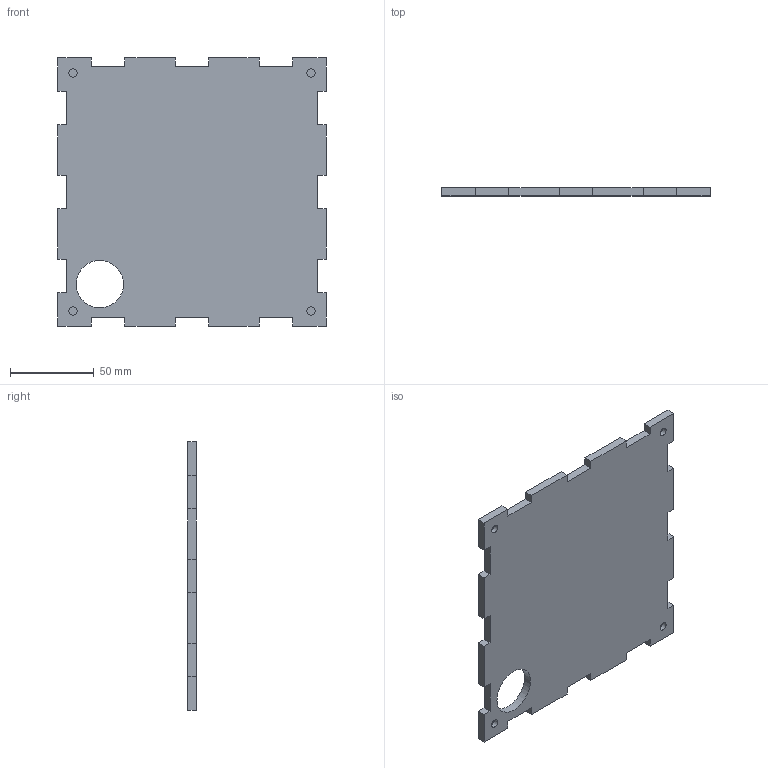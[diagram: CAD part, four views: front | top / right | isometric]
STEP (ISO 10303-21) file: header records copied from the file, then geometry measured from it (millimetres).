
FILE_DESCRIPTION(/* description */ (''),/* implementation_level */ '2;1');
FILE_NAME(/* name */ 'Back.step',/* time_stamp */ '2019-11-11T02:32:42+01:00',/* author */ (''),/* organization */ (''),/* preprocessor_version */ 'ST-DEVELOPER v18',/* originating_system */ 'Autodesk Translation Framework v8.9.1.1155',/* authorisation */ '');
FILE_SCHEMA (('AUTOMOTIVE_DESIGN { 1 0 10303 214 3 1 1 }'));
Length unit declared in the file: millimetre
Products named in the file (1): Back
Bounding box: 160 x 5 x 160 mm (x, y, z)
Volume: 118622.8 mm3; surface area: 51976.1 mm2
Topology: 1 solids, 1 shells, 63 faces, 171 edges, 114 vertices
Faces by surface type: plane 58, cylinder 5
Full cylindrical faces by diameter (mm): 5 x4, 28.284 x1
Entity records: 1999 total; most frequent: CARTESIAN_POINT 349, ORIENTED_EDGE 342, DIRECTION 309, EDGE_CURVE 171, LINE 161, VECTOR 161, VERTEX_POINT 114, AXIS2_PLACEMENT_3D 74
